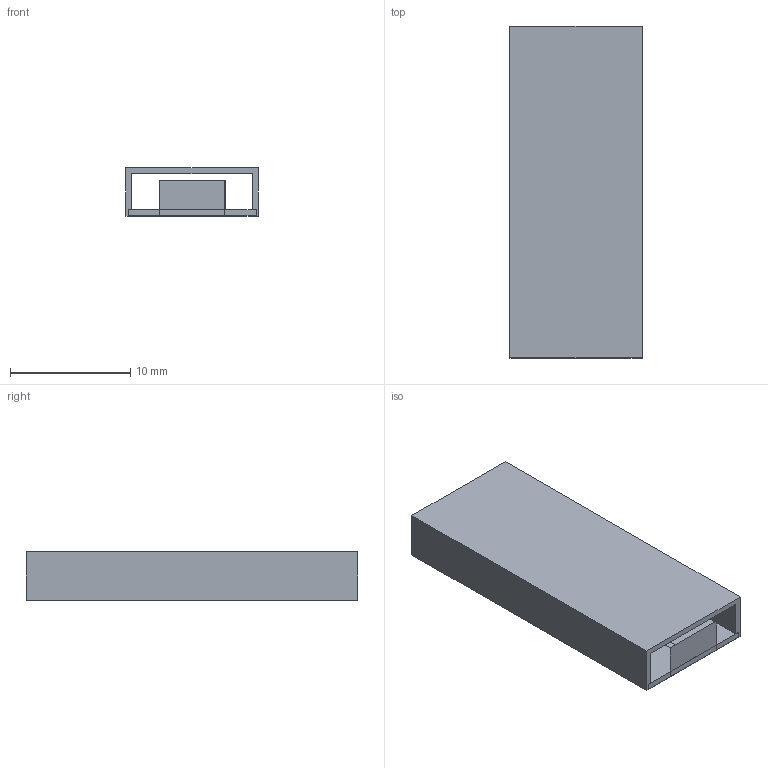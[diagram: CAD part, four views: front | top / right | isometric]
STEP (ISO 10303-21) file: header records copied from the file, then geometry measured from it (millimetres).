
FILE_DESCRIPTION(('STEP AP214'),'1');
FILE_NAME('waveguide_port.stp','2023-11-07T15:40:39',('posit'),(' '),'Spatial InterOp 3D','CST ACIS InterOp Converter 2021',' ');
FILE_SCHEMA(('AUTOMOTIVE_DESIGN { 1 0 10303 214 1 1 1 1 }'));
Length unit declared in the file: millimetre
Products named in the file (1): 1
Bounding box: 11 x 27.6 x 4.02 mm (x, y, z)
Volume: 392.3 mm3; surface area: 2339.7 mm2
Topology: 31 solids, 33 shells, 204 faces, 428 edges, 288 vertices
Faces by surface type: plane 192, cylinder 12
Entity records: 5753 total; most frequent: CARTESIAN_POINT 953, DIRECTION 926, ORIENTED_EDGE 848, EDGE_CURVE 428, LINE 404, VECTOR 404, VERTEX_POINT 288, AXIS2_PLACEMENT_3D 261
